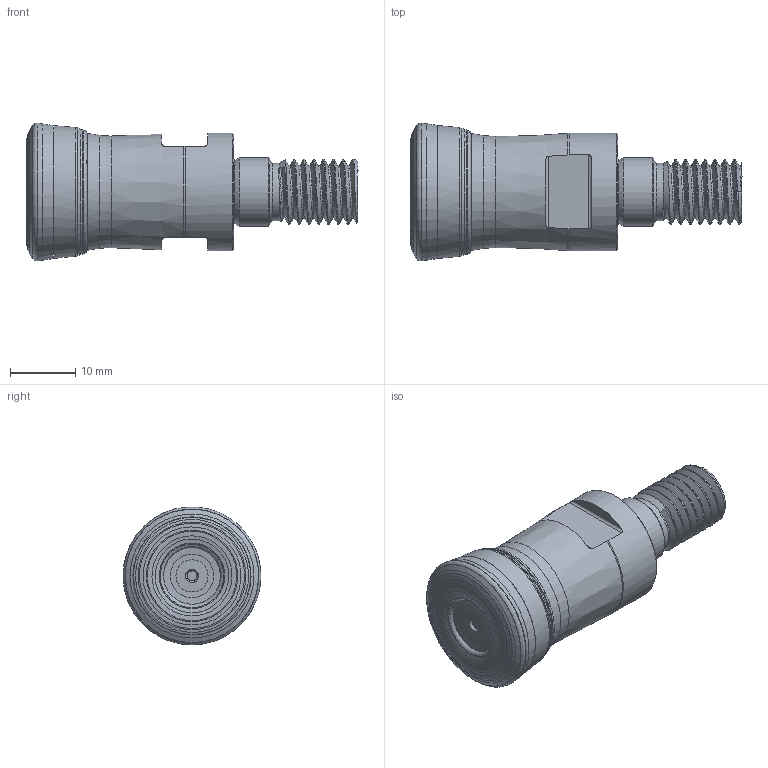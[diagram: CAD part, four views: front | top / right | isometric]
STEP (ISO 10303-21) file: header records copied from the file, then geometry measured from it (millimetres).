
FILE_DESCRIPTION(/* description */ (''),/* implementation_level */ '2;1');
FILE_NAME(/* name */ 'MHF-ENMX06-D083Z3M10.stp',/* time_stamp */ '2020-09-23T12:13:42+09:00',/* author */ (''),/* organization */ (''),/* preprocessor_version */ 'ST-DEVELOPER v16',/* originating_system */ 'SIEMENS PLM Software NX 10.0',/* authorisation */ '');
FILE_SCHEMA (('AP203_CONFIGURATION_CONTROLLED_3D_DESIGN_OF_MECHANICAL_PARTS_AND_ASSEMBLIES_MIM_LF { 1 0 10303 403 2 1 2}'));
Length unit declared in the file: millimetre
Products named in the file (1): 12011488FE3F3cuz
Bounding box: 50.75 x 21.09 x 21.08 mm (x, y, z)
Volume: 6433 mm3; surface area: 3593.5 mm2
Topology: 5 solids, 7 shells, 86 faces, 215 edges, 144 vertices
Faces by surface type: revolution 42, cone 13, plane 12, cylinder 11, bspline 5, torus 3
Full cylindrical faces by diameter (mm): 1.5 x1, 4 x1, 8.8 x1, 10.5 x1, 18 x1
Entity records: 4030 total; most frequent: CARTESIAN_POINT 2456, DIRECTION 275, ORIENTED_EDGE 234, EDGE_LOOP 138, FACE_BOUND 118, EDGE_CURVE 117, AXIS2_PLACEMENT_3D 108, VERTEX_POINT 98
